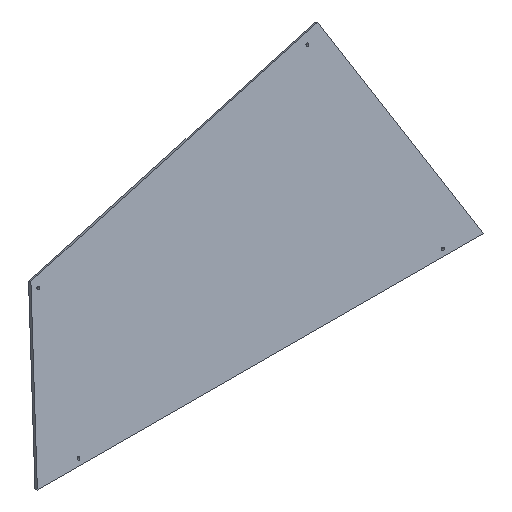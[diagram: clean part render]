
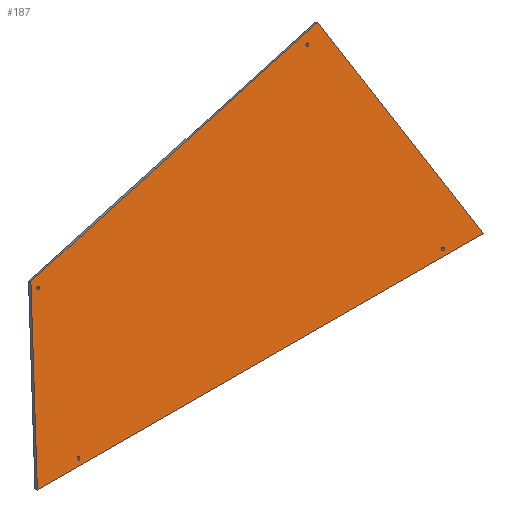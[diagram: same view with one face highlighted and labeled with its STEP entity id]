
A CAD part, isometric view. The second image highlights one B-rep face of the part: STEP entity #187.
In plain terms, the highlighted planar face has unit normal (-0.004, -0.906, 0.423).
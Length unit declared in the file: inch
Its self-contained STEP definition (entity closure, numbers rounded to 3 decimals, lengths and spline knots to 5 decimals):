
#18=FACE_BOUND('',#49,.T.);
#19=FACE_BOUND('',#50,.T.);
#20=FACE_BOUND('',#51,.T.);
#21=FACE_BOUND('',#52,.T.);
#30=CIRCLE('',#206,0.125);
#31=CIRCLE('',#207,0.125);
#32=CIRCLE('',#208,0.125);
#33=CIRCLE('',#209,0.125);
#38=FACE_OUTER_BOUND('',#48,.T.);
#48=EDGE_LOOP('',(#130,#131,#132,#133));
#49=EDGE_LOOP('',(#134));
#50=EDGE_LOOP('',(#135));
#51=EDGE_LOOP('',(#136));
#52=EDGE_LOOP('',(#137));
#70=LINE('',#277,#82);
#71=LINE('',#279,#83);
#72=LINE('',#281,#84);
#73=LINE('',#282,#85);
#82=VECTOR('',#227,0.3937);
#83=VECTOR('',#228,0.3937);
#84=VECTOR('',#229,0.3937);
#85=VECTOR('',#230,0.3937);
#94=VERTEX_POINT('',#275);
#95=VERTEX_POINT('',#276);
#96=VERTEX_POINT('',#278);
#97=VERTEX_POINT('',#280);
#98=VERTEX_POINT('',#283);
#99=VERTEX_POINT('',#285);
#100=VERTEX_POINT('',#287);
#101=VERTEX_POINT('',#289);
#110=EDGE_CURVE('',#94,#95,#70,.T.);
#111=EDGE_CURVE('',#95,#96,#71,.T.);
#112=EDGE_CURVE('',#96,#97,#72,.T.);
#113=EDGE_CURVE('',#97,#94,#73,.T.);
#114=EDGE_CURVE('',#98,#98,#30,.T.);
#115=EDGE_CURVE('',#99,#99,#31,.T.);
#116=EDGE_CURVE('',#100,#100,#32,.T.);
#117=EDGE_CURVE('',#101,#101,#33,.T.);
#130=ORIENTED_EDGE('',*,*,#110,.T.);
#131=ORIENTED_EDGE('',*,*,#111,.T.);
#132=ORIENTED_EDGE('',*,*,#112,.T.);
#133=ORIENTED_EDGE('',*,*,#113,.T.);
#134=ORIENTED_EDGE('',*,*,#114,.F.);
#135=ORIENTED_EDGE('',*,*,#115,.F.);
#136=ORIENTED_EDGE('',*,*,#116,.F.);
#137=ORIENTED_EDGE('',*,*,#117,.F.);
#170=PLANE('',#205);
#187=ADVANCED_FACE('',(#38,#18,#19,#20,#21),#170,.F.);
#205=AXIS2_PLACEMENT_3D('',#274,#225,#226);
#206=AXIS2_PLACEMENT_3D('',#284,#231,#232);
#207=AXIS2_PLACEMENT_3D('',#286,#233,#234);
#208=AXIS2_PLACEMENT_3D('',#288,#235,#236);
#209=AXIS2_PLACEMENT_3D('',#290,#237,#238);
#225=DIRECTION('center_axis',(0.004,0.906,-0.423));
#226=DIRECTION('ref_axis',(-1.,0.004,-0.002));
#227=DIRECTION('',(-0.351,-0.395,-0.849));
#228=DIRECTION('',(1.,-0.004,0.002));
#229=DIRECTION('',(-0.375,0.394,0.839));
#230=DIRECTION('',(-0.981,-0.078,-0.177));
#231=DIRECTION('center_axis',(-0.004,-0.906,0.423));
#232=DIRECTION('ref_axis',(0.,-0.423,-0.906));
#233=DIRECTION('center_axis',(-0.004,-0.906,0.423));
#234=DIRECTION('ref_axis',(0.,-0.423,-0.906));
#235=DIRECTION('center_axis',(-0.004,-0.906,0.423));
#236=DIRECTION('ref_axis',(0.,-0.423,-0.906));
#237=DIRECTION('center_axis',(-0.004,-0.906,0.423));
#238=DIRECTION('ref_axis',(0.,-0.423,-0.906));
#274=CARTESIAN_POINT('Origin',(-0.0012,-17.24305,63.84716));
#275=CARTESIAN_POINT('',(-16.42012,-15.5979,67.20689));
#276=CARTESIAN_POINT('',(-21.42637,-21.2249,55.105));
#277=CARTESIAN_POINT('',(-17.07321,-16.33197,65.62813));
#278=CARTESIAN_POINT('',(21.42349,-21.38882,55.18154));
#279=CARTESIAN_POINT('',(-0.7244,-21.30409,55.14198));
#280=CARTESIAN_POINT('',(13.62912,-13.20205,72.63823));
#281=CARTESIAN_POINT('',(15.89547,-15.5825,67.56239));
#282=CARTESIAN_POINT('',(-1.21788,-14.38581,69.95467));
#283=CARTESIAN_POINT('',(17.86895,-21.16369,55.62824));
#284=CARTESIAN_POINT('Origin',(17.74395,-21.16322,55.62802));
#285=CARTESIAN_POINT('',(-15.86905,-15.88783,66.59142));
#286=CARTESIAN_POINT('Origin',(-15.99405,-15.88735,66.5912));
#287=CARTESIAN_POINT('',(12.32349,-13.64001,71.68716));
#288=CARTESIAN_POINT('Origin',(12.19849,-13.63953,71.68694));
#289=CARTESIAN_POINT('',(-17.13043,-21.0298,55.56573));
#290=CARTESIAN_POINT('Origin',(-17.25543,-21.02932,55.5655));
